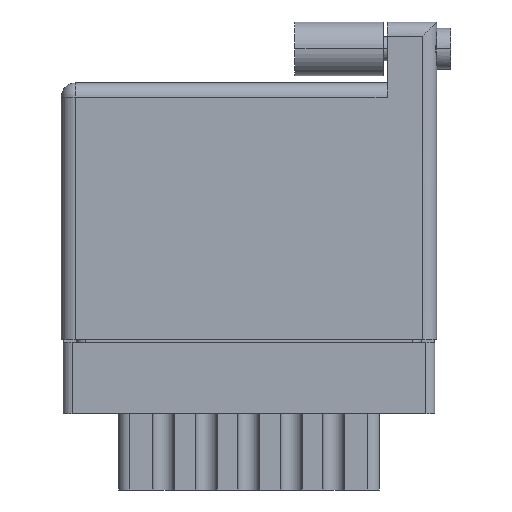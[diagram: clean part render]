
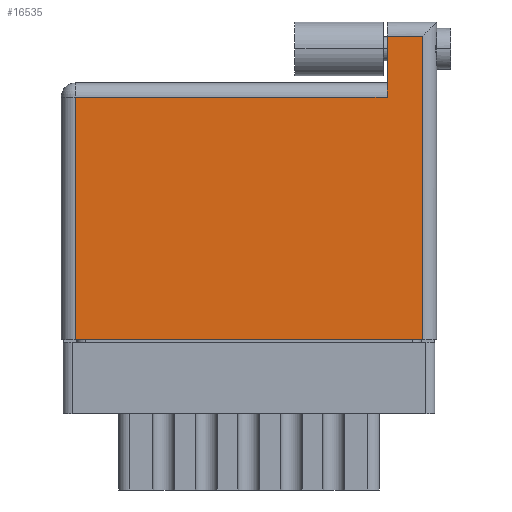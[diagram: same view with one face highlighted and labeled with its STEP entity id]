
A CAD part, front view. The second image highlights one B-rep face of the part: STEP entity #16535.
In plain terms, the highlighted face is planar.
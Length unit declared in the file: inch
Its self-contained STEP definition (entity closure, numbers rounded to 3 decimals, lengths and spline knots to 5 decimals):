
#434 = LINE ( 'NONE', #25095, #27676 ) ;
#1057 = CARTESIAN_POINT ( 'NONE',  ( 0., 1.07, 0. ) ) ;
#1322 = VECTOR ( 'NONE', #15085, 39.37008 ) ;
#1426 = DIRECTION ( 'NONE',  ( -1., 0., 0. ) ) ;
#2936 = VECTOR ( 'NONE', #11322, 39.37008 ) ;
#3669 = CARTESIAN_POINT ( 'NONE',  ( 1.15, 0.856, 0. ) ) ;
#3918 = ORIENTED_EDGE ( 'NONE', *, *, #13268, .T. ) ;
#4290 = EDGE_LOOP ( 'NONE', ( #3918, #16638, #21470, #17388, #15727, #12351 ) ) ;
#6601 = LINE ( 'NONE', #1057, #7333 ) ;
#7333 = VECTOR ( 'NONE', #8345, 39.37008 ) ;
#8345 = DIRECTION ( 'NONE',  ( -1., 0., 0. ) ) ;
#8584 = VERTEX_POINT ( 'NONE', #27774 ) ;
#8623 = DIRECTION ( 'NONE',  ( 0., 0., -1. ) ) ;
#10070 = CARTESIAN_POINT ( 'NONE',  ( 0.05, 0., 0. ) ) ;
#10797 = VERTEX_POINT ( 'NONE', #10070 ) ;
#11322 = DIRECTION ( 'NONE',  ( 0., -1., 0. ) ) ;
#11440 = DIRECTION ( 'NONE',  ( -1., 0., 0. ) ) ;
#12351 = ORIENTED_EDGE ( 'NONE', *, *, #19435, .T. ) ;
#12358 = LINE ( 'NONE', #23192, #24906 ) ;
#12482 = CARTESIAN_POINT ( 'NONE',  ( 0.05, 0.856, 0. ) ) ;
#12512 = VERTEX_POINT ( 'NONE', #13578 ) ;
#13268 = EDGE_CURVE ( 'NONE', #10797, #12512, #434, .T. ) ;
#13578 = CARTESIAN_POINT ( 'NONE',  ( 1.275, 0., 0. ) ) ;
#15085 = DIRECTION ( 'NONE',  ( 0., 1., 0. ) ) ;
#15727 = ORIENTED_EDGE ( 'NONE', *, *, #29491, .T. ) ;
#16535 = ADVANCED_FACE ( 'NONE', ( #19339 ), #25268, .F. ) ;
#16638 = ORIENTED_EDGE ( 'NONE', *, *, #17811, .T. ) ;
#17388 = ORIENTED_EDGE ( 'NONE', *, *, #23139, .T. ) ;
#17811 = EDGE_CURVE ( 'NONE', #12512, #8584, #25939, .T. ) ;
#18559 = LINE ( 'NONE', #29472, #29300 ) ;
#19339 = FACE_OUTER_BOUND ( 'NONE', #4290, .T. ) ;
#19435 = EDGE_CURVE ( 'NONE', #29151, #10797, #18559, .T. ) ;
#19446 = VERTEX_POINT ( 'NONE', #22546 ) ;
#20272 = DIRECTION ( 'NONE',  ( 0., -1., 0. ) ) ;
#21470 = ORIENTED_EDGE ( 'NONE', *, *, #23449, .T. ) ;
#22546 = CARTESIAN_POINT ( 'NONE',  ( 1.15, 1.07, 0. ) ) ;
#22606 = CARTESIAN_POINT ( 'NONE',  ( 0., 0.906, 0. ) ) ;
#22846 = DIRECTION ( 'NONE',  ( 1., 0., 0. ) ) ;
#23139 = EDGE_CURVE ( 'NONE', #19446, #27049, #26909, .T. ) ;
#23192 = CARTESIAN_POINT ( 'NONE',  ( 0., 0.856, 0. ) ) ;
#23449 = EDGE_CURVE ( 'NONE', #8584, #19446, #6601, .T. ) ;
#24906 = VECTOR ( 'NONE', #11440, 39.37008 ) ;
#25095 = CARTESIAN_POINT ( 'NONE',  ( 0., 0., 0. ) ) ;
#25268 = PLANE ( 'NONE',  #25912 ) ;
#25912 = AXIS2_PLACEMENT_3D ( 'NONE', #22606, #8623, #1426 ) ;
#25939 = LINE ( 'NONE', #26560, #1322 ) ;
#26560 = CARTESIAN_POINT ( 'NONE',  ( 1.275, 1.12, 0. ) ) ;
#26909 = LINE ( 'NONE', #27926, #2936 ) ;
#27049 = VERTEX_POINT ( 'NONE', #3669 ) ;
#27676 = VECTOR ( 'NONE', #22846, 39.37008 ) ;
#27774 = CARTESIAN_POINT ( 'NONE',  ( 1.275, 1.07, 0. ) ) ;
#27926 = CARTESIAN_POINT ( 'NONE',  ( 1.15, 1.12, 0. ) ) ;
#29151 = VERTEX_POINT ( 'NONE', #12482 ) ;
#29300 = VECTOR ( 'NONE', #20272, 39.37008 ) ;
#29472 = CARTESIAN_POINT ( 'NONE',  ( 0.05, 0., 0. ) ) ;
#29491 = EDGE_CURVE ( 'NONE', #27049, #29151, #12358, .T. ) ;
